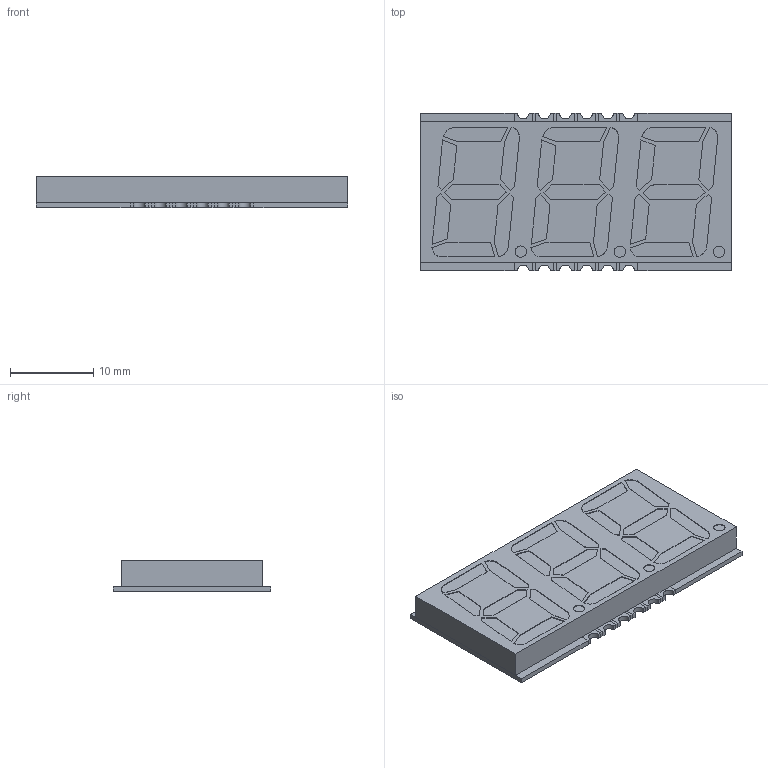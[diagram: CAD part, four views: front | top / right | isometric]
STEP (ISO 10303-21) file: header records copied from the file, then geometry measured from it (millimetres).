
FILE_DESCRIPTION(('FreeCAD Model'),'2;1');
FILE_NAME('Open CASCADE Shape Model','2025-07-07T14:59:18',( 'kicad StepUp'),('ksu MCAD'),'Open CASCADE STEP processor 7.8', 'FreeCAD','Unknown');
FILE_SCHEMA(('CONFIG_CONTROL_DESIGN','SHAPE_APPEARANCE_LAYER_MIM'));
Length unit declared in the file: millimetre
Products named in the file (1): KW3-S561AWB
Bounding box: 37.5 x 19 x 3.75 mm (x, y, z)
Volume: 2413.1 mm3; surface area: 3198.8 mm2
Topology: 14 solids, 14 shells, 297 faces, 735 edges, 490 vertices
Faces by surface type: plane 168, extrusion 114, cylinder 15
Full cylindrical faces by diameter (mm): 1.359 x3
Entity records: 11874 total; most frequent: CARTESIAN_POINT 2480, ORIENTED_EDGE 1470, DIRECTION 1019, EDGE_CURVE 735, VECTOR 591, VERTEX_POINT 490, LINE 477, B_SPLINE_CURVE_WITH_KNOTS 342
